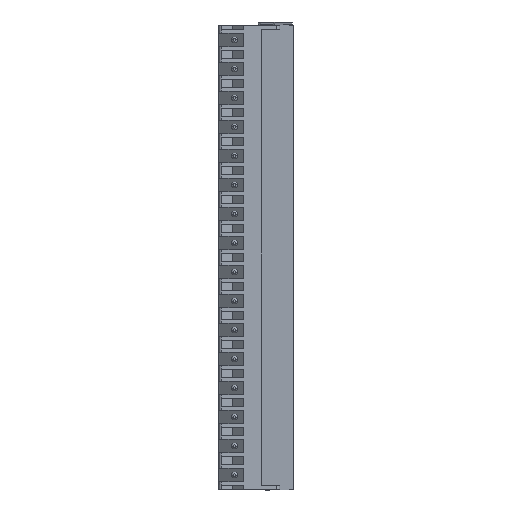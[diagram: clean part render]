
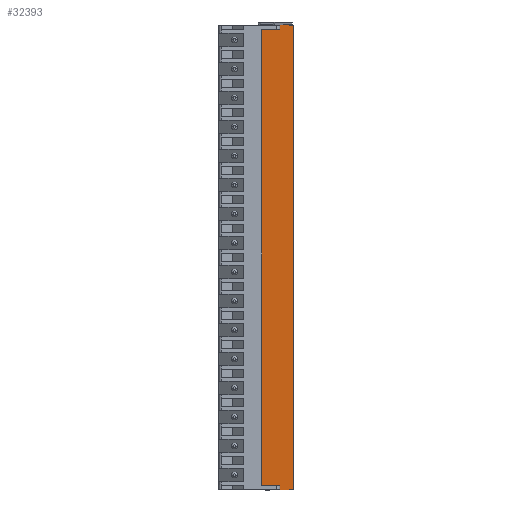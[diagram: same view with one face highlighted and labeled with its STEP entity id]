
A CAD part, front view. The second image highlights one B-rep face of the part: STEP entity #32393.
In plain terms, the highlighted planar face has unit normal (0.82, -0.572, 0).
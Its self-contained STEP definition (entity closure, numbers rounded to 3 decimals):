
#64=DIRECTION('',(0.572,0.82,0.));
#65=VECTOR('',#64,4.018);
#66=CARTESIAN_POINT('',(6.25,4.448,77.5));
#67=LINE('',#66,#65);
#6985=DIRECTION('',(0.572,0.82,0.));
#6986=VECTOR('',#6985,5.425);
#6987=CARTESIAN_POINT('',(3.145,0.,76.8));
#6988=LINE('',#6987,#6986);
#6989=DIRECTION('',(0.,0.,-1.));
#6990=VECTOR('',#6989,0.7);
#6991=CARTESIAN_POINT('',(6.25,4.448,77.5));
#6992=LINE('',#6991,#6990);
#6993=DIRECTION('',(0.,0.,1.));
#6994=VECTOR('',#6993,0.7);
#6995=CARTESIAN_POINT('',(6.25,4.448,-2.5));
#6996=LINE('',#6995,#6994);
#6997=DIRECTION('',(0.572,0.82,0.));
#6998=VECTOR('',#6997,5.425);
#6999=CARTESIAN_POINT('',(3.145,0.,-1.8));
#7000=LINE('',#6999,#6998);
#7001=DIRECTION('',(0.,0.,-1.));
#7002=VECTOR('',#7001,78.6);
#7003=CARTESIAN_POINT('',(3.145,0.,76.8));
#7004=LINE('',#7003,#7002);
#7018=DIRECTION('',(0.,0.,-1.));
#7019=VECTOR('',#7018,80.);
#7020=CARTESIAN_POINT('',(8.55,7.743,77.5));
#7021=LINE('',#7020,#7019);
#7107=DIRECTION('',(0.572,0.82,0.));
#7108=VECTOR('',#7107,4.018);
#7109=CARTESIAN_POINT('',(6.25,4.448,-2.5));
#7110=LINE('',#7109,#7108);
#18700=CARTESIAN_POINT('',(8.55,7.743,77.5));
#18702=VERTEX_POINT('',#18700);
#18724=CARTESIAN_POINT('',(8.55,7.743,-2.5));
#18726=VERTEX_POINT('',#18724);
#19360=CARTESIAN_POINT('',(3.145,0.,-1.8));
#19361=CARTESIAN_POINT('',(6.25,4.448,-1.8));
#19362=VERTEX_POINT('',#19360);
#19363=VERTEX_POINT('',#19361);
#19364=CARTESIAN_POINT('',(6.25,4.448,-2.5));
#19365=VERTEX_POINT('',#19364);
#19374=CARTESIAN_POINT('',(3.145,0.,76.8));
#19375=CARTESIAN_POINT('',(6.25,4.448,76.8));
#19376=VERTEX_POINT('',#19374);
#19377=VERTEX_POINT('',#19375);
#19378=CARTESIAN_POINT('',(6.25,4.448,77.5));
#19379=VERTEX_POINT('',#19378);
#32373=CARTESIAN_POINT('',(3.145,0.,77.5));
#32374=DIRECTION('',(0.82,-0.572,0.));
#32375=DIRECTION('',(0.572,0.82,0.));
#32376=AXIS2_PLACEMENT_3D('',#32373,#32374,#32375);
#32377=PLANE('',#32376);
#32379=ORIENTED_EDGE('',*,*,#32378,.T.);
#32380=ORIENTED_EDGE('',*,*,#32364,.F.);
#32381=ORIENTED_EDGE('',*,*,#24209,.T.);
#32383=ORIENTED_EDGE('',*,*,#32382,.T.);
#32385=ORIENTED_EDGE('',*,*,#32384,.F.);
#32387=ORIENTED_EDGE('',*,*,#32386,.T.);
#32389=ORIENTED_EDGE('',*,*,#32388,.F.);
#32390=ORIENTED_EDGE('',*,*,#32078,.F.);
#32391=EDGE_LOOP('',(#32379,#32380,#32381,#32383,#32385,#32387,#32389,#32390));
#32392=FACE_OUTER_BOUND('',#32391,.F.);
#24209=EDGE_CURVE('',#19379,#18702,#67,.T.);
#32078=EDGE_CURVE('',#19376,#19362,#7004,.T.);
#32364=EDGE_CURVE('',#19379,#19377,#6992,.T.);
#32378=EDGE_CURVE('',#19376,#19377,#6988,.T.);
#32382=EDGE_CURVE('',#18702,#18726,#7021,.T.);
#32384=EDGE_CURVE('',#19365,#18726,#7110,.T.);
#32386=EDGE_CURVE('',#19365,#19363,#6996,.T.);
#32388=EDGE_CURVE('',#19362,#19363,#7000,.T.);
#32393=ADVANCED_FACE('',(#32392),#32377,.T.);
